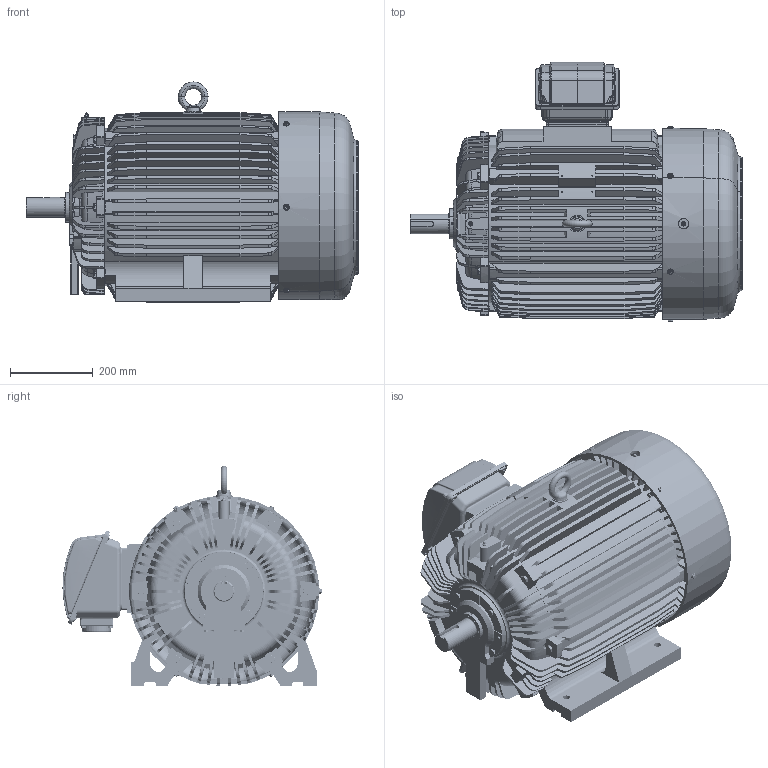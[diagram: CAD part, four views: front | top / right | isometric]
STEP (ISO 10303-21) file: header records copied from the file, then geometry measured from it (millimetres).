
FILE_DESCRIPTION(('CATIA V5 STEP Exchange'),'2;1');
FILE_NAME('365TS-H_AllCATPart.stp','2012-08-30T02:34:59+00:00',('none'),('none'),'CATIA Version 5 Release 19 SP 9 (IN-10)','CATIA V5 STEP AP203','none');
FILE_SCHEMA(('CONFIG_CONTROL_DESIGN'));
Length unit declared in the file: millimetre
Products named in the file (1): 365TS-H_AllCATPart
Bounding box: 801.67 x 625.76 x 531.28 mm (x, y, z)
Volume: 28076547.9 mm3; surface area: 5337029.7 mm2
Topology: 51 solids, 51 shells, 4498 faces, 12215 edges, 7904 vertices
Faces by surface type: plane 1536, cylinder 1054, torus 867, cone 760, bspline 235, sphere 44, revolution 2
Entity records: 165355 total; most frequent: CARTESIAN_POINT 69305, ORIENTED_EDGE 24334, DIRECTION 12417, EDGE_CURVE 12167, VERTEX_POINT 7904, AXIS2_PLACEMENT_3D 6404, EDGE_LOOP 4879, ADVANCED_FACE 4498
